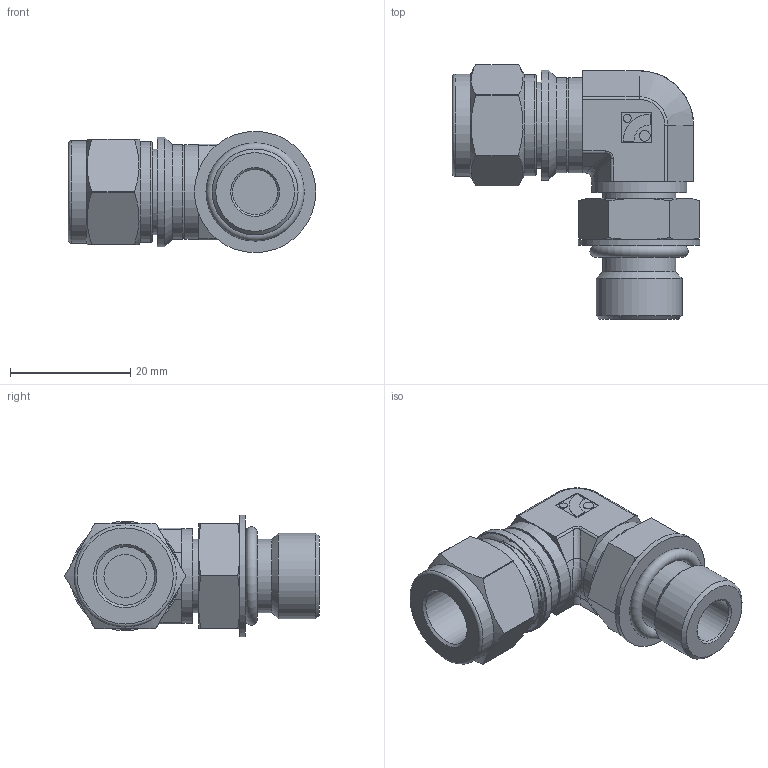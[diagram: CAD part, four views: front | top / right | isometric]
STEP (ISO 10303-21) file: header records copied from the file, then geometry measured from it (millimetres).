
FILE_DESCRIPTION(/* description */ (''),/* implementation_level */ '2;1');
FILE_NAME(/* name */ 'SPMEI-6-6U.stp',/* time_stamp */ '2022-06-01T13:20:11+09:00',/* author */ ('user'),/* organization */ (''),/* preprocessor_version */ 'ST-DEVELOPER v18.1',/* originating_system */ 'Autodesk Inventor 2022',/* authorisation */ '');
FILE_SCHEMA (('AUTOMOTIVE_DESIGN { 1 0 10303 214 3 1 1 }'));
Length unit declared in the file: millimetre
Products named in the file (1): SPMEI-6-6U
Bounding box: 41.21 x 42.38 x 20.2 mm (x, y, z)
Volume: 11021 mm3; surface area: 6337.4 mm2
Topology: 2 solids, 2 shells, 127 faces, 275 edges, 168 vertices
Faces by surface type: plane 48, cylinder 41, cone 28, torus 7, bspline 3
Full cylindrical faces by diameter (mm): 1.35 x1, 1.8 x1, 7.112 x1, 7.5 x1, 9.73 x1, 12.2 x2, 12.5 x1, 12.75 x1, 13.05 x1, 14.28 x1, 14.3 x1, 15.8 x3, 16.8 x1, 17 x1, 18.25 x1, 20.2 x1
Entity records: 3610 total; most frequent: CARTESIAN_POINT 720, DIRECTION 613, ORIENTED_EDGE 550, EDGE_CURVE 275, AXIS2_PLACEMENT_3D 249, VERTEX_POINT 168, EDGE_LOOP 145, FACE_OUTER_BOUND 127
